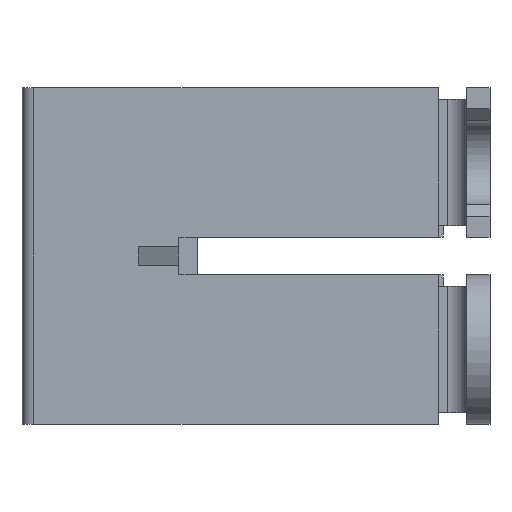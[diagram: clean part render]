
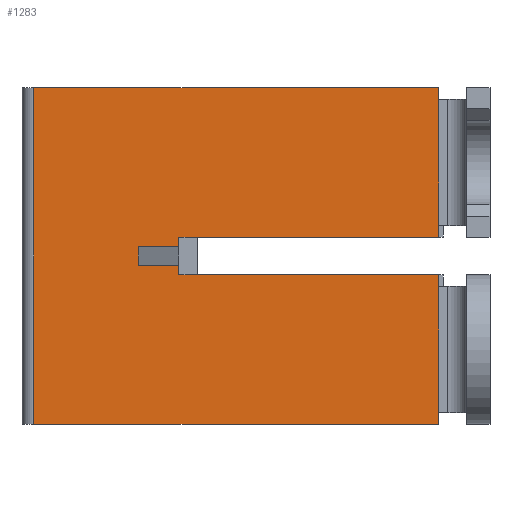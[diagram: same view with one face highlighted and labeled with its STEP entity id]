
A CAD part, left-side view. The second image highlights one B-rep face of the part: STEP entity #1283.
In plain terms, the highlighted face is planar.
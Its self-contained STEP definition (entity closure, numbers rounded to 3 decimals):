
#268=DIRECTION('',(0.,0.,1.));
#269=VECTOR('',#268,17.3);
#270=CARTESIAN_POINT('',(11.2,-1.8,1.2));
#271=LINE('',#270,#269);
#275=DIRECTION('',(1.,0.,0.));
#276=VECTOR('',#275,6.4);
#277=CARTESIAN_POINT('',(4.8,-1.8,1.2));
#278=LINE('',#277,#276);
#282=DIRECTION('',(0.,0.,-1.));
#283=VECTOR('',#282,10.3);
#284=CARTESIAN_POINT('',(4.8,-1.8,11.5));
#285=LINE('',#284,#283);
#289=DIRECTION('',(0.,0.,-1.));
#290=VECTOR('',#289,0.8);
#291=CARTESIAN_POINT('',(4.8,-1.8,12.3));
#292=LINE('',#291,#290);
#296=DIRECTION('',(1.,0.,0.));
#297=VECTOR('',#296,0.4);
#298=CARTESIAN_POINT('',(4.4,-1.8,12.3));
#299=LINE('',#298,#297);
#303=DIRECTION('',(1.,0.,0.));
#304=VECTOR('',#303,0.8);
#305=CARTESIAN_POINT('',(3.6,-1.8,14.032));
#306=LINE('',#305,#304);
#310=DIRECTION('',(0.,0.,1.));
#311=VECTOR('',#310,1.732);
#312=CARTESIAN_POINT('',(3.6,-1.8,12.3));
#313=LINE('',#312,#311);
#317=DIRECTION('',(1.,0.,0.));
#318=VECTOR('',#317,0.4);
#319=CARTESIAN_POINT('',(3.2,-1.8,12.3));
#320=LINE('',#319,#318);
#324=DIRECTION('',(0.,0.,1.));
#325=VECTOR('',#324,0.8);
#326=CARTESIAN_POINT('',(3.2,-1.8,11.5));
#327=LINE('',#326,#325);
#331=DIRECTION('',(0.,0.,1.));
#332=VECTOR('',#331,10.3);
#333=CARTESIAN_POINT('',(3.2,-1.8,1.2));
#334=LINE('',#333,#332);
#338=DIRECTION('',(1.,0.,0.));
#339=VECTOR('',#338,6.4);
#340=CARTESIAN_POINT('',(-3.2,-1.8,1.2));
#341=LINE('',#340,#339);
#352=DIRECTION('',(1.,0.,0.));
#353=VECTOR('',#352,14.4);
#354=CARTESIAN_POINT('',(-3.2,-1.8,18.5));
#355=LINE('',#354,#353);
#374=DIRECTION('',(0.,0.,1.));
#375=VECTOR('',#374,17.3);
#376=CARTESIAN_POINT('',(-3.2,-1.8,1.2));
#377=LINE('',#376,#375);
#860=DIRECTION('',(0.,0.,1.));
#861=VECTOR('',#860,1.732);
#862=CARTESIAN_POINT('',(4.4,-1.8,12.3));
#863=LINE('',#862,#861);
#963=CARTESIAN_POINT('',(11.2,-1.8,18.5));
#965=VERTEX_POINT('',#963);
#966=CARTESIAN_POINT('',(-3.2,-1.8,18.5));
#967=VERTEX_POINT('',#966);
#993=CARTESIAN_POINT('',(4.8,-1.8,11.5));
#995=VERTEX_POINT('',#993);
#998=CARTESIAN_POINT('',(4.8,-1.8,12.3));
#999=VERTEX_POINT('',#998);
#1000=CARTESIAN_POINT('',(3.6,-1.8,12.3));
#1001=CARTESIAN_POINT('',(3.6,-1.8,14.032));
#1002=VERTEX_POINT('',#1000);
#1003=VERTEX_POINT('',#1001);
#1022=CARTESIAN_POINT('',(4.4,-1.8,12.3));
#1023=VERTEX_POINT('',#1022);
#1024=CARTESIAN_POINT('',(4.4,-1.8,14.032));
#1025=VERTEX_POINT('',#1024);
#1028=CARTESIAN_POINT('',(3.2,-1.8,12.3));
#1029=VERTEX_POINT('',#1028);
#1030=CARTESIAN_POINT('',(3.2,-1.8,11.5));
#1031=VERTEX_POINT('',#1030);
#1040=CARTESIAN_POINT('',(4.8,-1.8,1.2));
#1041=VERTEX_POINT('',#1040);
#1042=CARTESIAN_POINT('',(11.2,-1.8,1.2));
#1043=VERTEX_POINT('',#1042);
#1050=CARTESIAN_POINT('',(-3.2,-1.8,1.2));
#1051=VERTEX_POINT('',#1050);
#1052=CARTESIAN_POINT('',(3.2,-1.8,1.2));
#1053=VERTEX_POINT('',#1052);
#1250=CARTESIAN_POINT('',(-19.2,-1.8,19.));
#1251=DIRECTION('',(0.,-1.,0.));
#1252=DIRECTION('',(-1.,0.,0.));
#1253=AXIS2_PLACEMENT_3D('',#1250,#1251,#1252);
#1254=PLANE('',#1253);
#1256=ORIENTED_EDGE('',*,*,#1255,.T.);
#1258=ORIENTED_EDGE('',*,*,#1257,.F.);
#1260=ORIENTED_EDGE('',*,*,#1259,.F.);
#1262=ORIENTED_EDGE('',*,*,#1261,.F.);
#1264=ORIENTED_EDGE('',*,*,#1263,.F.);
#1266=ORIENTED_EDGE('',*,*,#1265,.F.);
#1268=ORIENTED_EDGE('',*,*,#1267,.T.);
#1270=ORIENTED_EDGE('',*,*,#1269,.F.);
#1272=ORIENTED_EDGE('',*,*,#1271,.F.);
#1274=ORIENTED_EDGE('',*,*,#1273,.F.);
#1276=ORIENTED_EDGE('',*,*,#1275,.F.);
#1277=ORIENTED_EDGE('',*,*,#1234,.F.);
#1278=ORIENTED_EDGE('',*,*,#1204,.F.);
#1280=ORIENTED_EDGE('',*,*,#1279,.T.);
#1281=EDGE_LOOP('',(#1256,#1258,#1260,#1262,#1264,#1266,#1268,#1270,#1272,#1274,
#1276,#1277,#1278,#1280));
#1282=FACE_OUTER_BOUND('',#1281,.F.);
#1204=EDGE_CURVE('',#1051,#1053,#341,.T.);
#1234=EDGE_CURVE('',#1053,#1031,#334,.T.);
#1255=EDGE_CURVE('',#967,#965,#355,.T.);
#1257=EDGE_CURVE('',#1043,#965,#271,.T.);
#1259=EDGE_CURVE('',#1041,#1043,#278,.T.);
#1261=EDGE_CURVE('',#995,#1041,#285,.T.);
#1263=EDGE_CURVE('',#999,#995,#292,.T.);
#1265=EDGE_CURVE('',#1023,#999,#299,.T.);
#1267=EDGE_CURVE('',#1023,#1025,#863,.T.);
#1269=EDGE_CURVE('',#1003,#1025,#306,.T.);
#1271=EDGE_CURVE('',#1002,#1003,#313,.T.);
#1273=EDGE_CURVE('',#1029,#1002,#320,.T.);
#1275=EDGE_CURVE('',#1031,#1029,#327,.T.);
#1279=EDGE_CURVE('',#1051,#967,#377,.T.);
#1283=ADVANCED_FACE('',(#1282),#1254,.T.);
